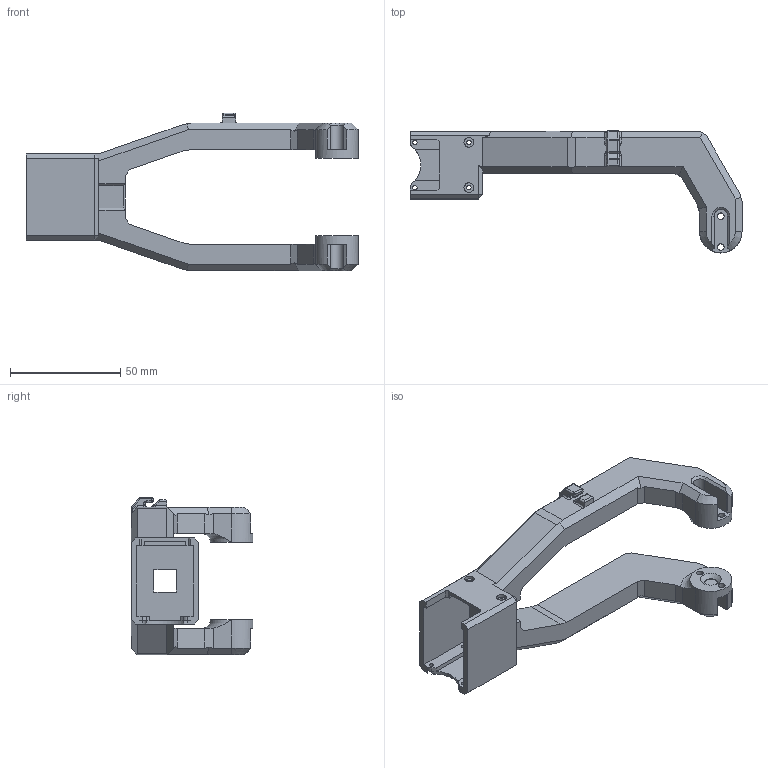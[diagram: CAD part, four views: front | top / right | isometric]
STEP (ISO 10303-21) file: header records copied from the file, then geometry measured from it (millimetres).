
FILE_DESCRIPTION(/* description */ ('STEP AP242','CAx-IF Rec.Pracs.---Representation and Presentation of Product Manufacturing Information (PMI)---4.0---2014-10-13','CAx-IF Rec.Pracs.---3D Tessellated Geometry---0.4---2014-09-14','2;1'),/* implementation_level */ '2;1');
FILE_NAME(/* name */ 'L34 - Part 1',/* time_stamp */ '2025-08-26T16:44:10Z',/* author */ (''),/* organization */ (''),/* preprocessor_version */ 'ST-DEVELOPER v20',/* originating_system */ 'ONSHAPE BY PTC INC, 1.202',/* authorisation */ ' ');
FILE_SCHEMA (('AP242_MANAGED_MODEL_BASED_3D_ENGINEERING_MIM_LF { 1 0 10303 442 1 1 4 }'));
Length unit declared in the file: metre
Products named in the file (1): Part 1
Bounding box: 150.38 x 55.17 x 71.5 mm (x, y, z)
Volume: 77661.2 mm3; surface area: 28254.5 mm2
Topology: 1 solids, 1 shells, 224 faces, 588 edges, 362 vertices
Faces by surface type: plane 136, cylinder 62, sphere 9, cone 8, torus 6, bspline 3
Full cylindrical faces by diameter (mm): 2 x8, 3 x4, 4.4 x2, 5.8 x2
Entity records: 6737 total; most frequent: CARTESIAN_POINT 1263, DIRECTION 1117, ORIENTED_EDGE 1114, EDGE_CURVE 557, LINE 391, VECTOR 391, AXIS2_PLACEMENT_3D 363, VERTEX_POINT 358
